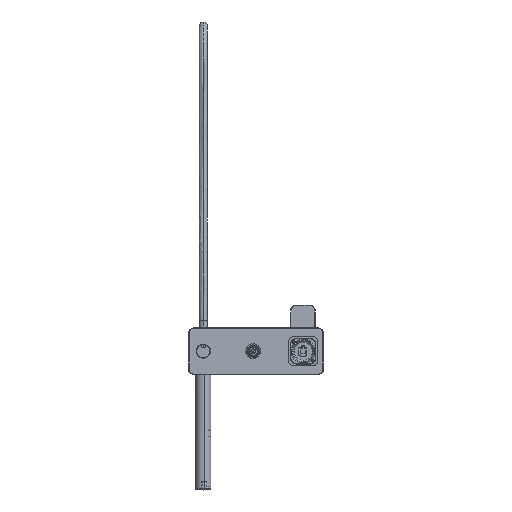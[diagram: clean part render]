
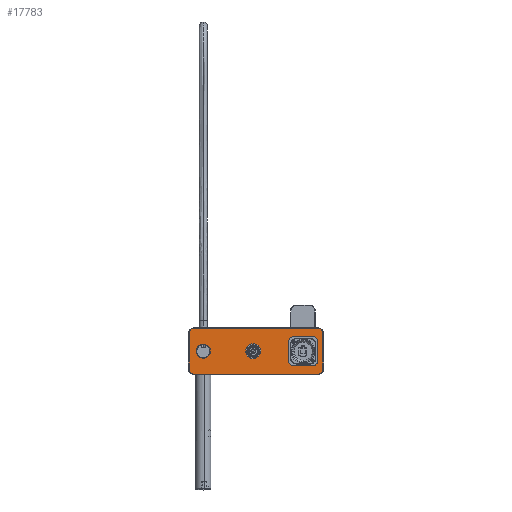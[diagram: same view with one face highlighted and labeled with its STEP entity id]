
A CAD part, front view. The second image highlights one B-rep face of the part: STEP entity #17783.
In plain terms, the highlighted planar face has unit normal (0, -1, 0).
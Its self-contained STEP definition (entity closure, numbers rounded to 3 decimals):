
#16290=DIRECTION('',(0.,0.,-1.));
#16291=VECTOR('',#16290,61.);
#16292=CARTESIAN_POINT('',(-109.25,4.5,30.5));
#16293=LINE('',#16292,#16291);
#16302=DIRECTION('',(-1.,0.,0.));
#16303=VECTOR('',#16302,211.);
#16304=CARTESIAN_POINT('',(110.25,4.5,39.));
#16305=LINE('',#16304,#16303);
#16314=DIRECTION('',(0.,0.,1.));
#16315=VECTOR('',#16314,61.);
#16316=CARTESIAN_POINT('',(118.75,4.5,-30.5));
#16317=LINE('',#16316,#16315);
#16326=DIRECTION('',(1.,0.,0.));
#16327=VECTOR('',#16326,211.);
#16328=CARTESIAN_POINT('',(-100.75,4.5,-39.));
#16329=LINE('',#16328,#16327);
#16338=CARTESIAN_POINT('',(110.25,4.5,-30.5));
#16339=DIRECTION('',(0.,1.,0.));
#16340=DIRECTION('',(1.,0.,0.));
#16341=AXIS2_PLACEMENT_3D('',#16338,#16339,#16340);
#16343=CARTESIAN_POINT('',(-100.75,4.5,-30.5));
#16344=DIRECTION('',(0.,1.,0.));
#16345=DIRECTION('',(0.,0.,-1.));
#16346=AXIS2_PLACEMENT_3D('',#16343,#16344,#16345);
#16348=CARTESIAN_POINT('',(-100.75,4.5,30.5));
#16349=DIRECTION('',(0.,1.,0.));
#16350=DIRECTION('',(-1.,0.,0.));
#16351=AXIS2_PLACEMENT_3D('',#16348,#16349,#16350);
#16353=CARTESIAN_POINT('',(110.25,4.5,30.5));
#16354=DIRECTION('',(0.,1.,0.));
#16355=DIRECTION('',(0.,0.,1.));
#16356=AXIS2_PLACEMENT_3D('',#16353,#16354,#16355);
#16358=CARTESIAN_POINT('',(-85.,4.5,0.));
#16359=DIRECTION('',(0.,-1.,0.));
#16360=DIRECTION('',(1.,0.,0.));
#16361=AXIS2_PLACEMENT_3D('',#16358,#16359,#16360);
#16363=CARTESIAN_POINT('',(-85.,4.5,0.));
#16364=DIRECTION('',(0.,-1.,0.));
#16365=DIRECTION('',(-1.,0.,0.));
#16366=AXIS2_PLACEMENT_3D('',#16363,#16364,#16365);
#16368=CARTESIAN_POINT('',(0.,4.5,0.));
#16369=DIRECTION('',(0.,-1.,0.));
#16370=DIRECTION('',(1.,0.,0.));
#16371=AXIS2_PLACEMENT_3D('',#16368,#16369,#16370);
#16373=CARTESIAN_POINT('',(0.,4.5,0.));
#16374=DIRECTION('',(0.,-1.,0.));
#16375=DIRECTION('',(-1.,0.,0.));
#16376=AXIS2_PLACEMENT_3D('',#16373,#16374,#16375);
#16378=CARTESIAN_POINT('',(100.5,4.5,-15.5));
#16379=DIRECTION('',(0.,-1.,0.));
#16380=DIRECTION('',(0.,0.,-1.));
#16381=AXIS2_PLACEMENT_3D('',#16378,#16379,#16380);
#16383=CARTESIAN_POINT('',(100.5,4.5,15.5));
#16384=DIRECTION('',(0.,-1.,0.));
#16385=DIRECTION('',(1.,0.,0.));
#16386=AXIS2_PLACEMENT_3D('',#16383,#16384,#16385);
#16388=CARTESIAN_POINT('',(69.5,4.5,15.5));
#16389=DIRECTION('',(0.,-1.,0.));
#16390=DIRECTION('',(0.,0.,1.));
#16391=AXIS2_PLACEMENT_3D('',#16388,#16389,#16390);
#16393=CARTESIAN_POINT('',(69.5,4.5,-15.5));
#16394=DIRECTION('',(0.,-1.,0.));
#16395=DIRECTION('',(-1.,0.,0.));
#16396=AXIS2_PLACEMENT_3D('',#16393,#16394,#16395);
#16598=DIRECTION('',(-1.,0.,0.));
#16599=VECTOR('',#16598,31.);
#16600=CARTESIAN_POINT('',(100.5,4.5,-25.));
#16601=LINE('',#16600,#16599);
#16610=DIRECTION('',(0.,0.,1.));
#16611=VECTOR('',#16610,31.);
#16612=CARTESIAN_POINT('',(60.,4.5,-15.5));
#16613=LINE('',#16612,#16611);
#16622=DIRECTION('',(1.,0.,0.));
#16623=VECTOR('',#16622,31.);
#16624=CARTESIAN_POINT('',(69.5,4.5,25.));
#16625=LINE('',#16624,#16623);
#16634=DIRECTION('',(0.,0.,-1.));
#16635=VECTOR('',#16634,31.);
#16636=CARTESIAN_POINT('',(110.,4.5,15.5));
#16637=LINE('',#16636,#16635);
#17202=CARTESIAN_POINT('',(-109.25,4.5,30.5));
#17203=VERTEX_POINT('',#17202);
#17204=CARTESIAN_POINT('',(-109.25,4.5,-30.5));
#17205=VERTEX_POINT('',#17204);
#17206=CARTESIAN_POINT('',(-100.75,4.5,39.));
#17207=VERTEX_POINT('',#17206);
#17208=CARTESIAN_POINT('',(110.25,4.5,39.));
#17209=VERTEX_POINT('',#17208);
#17210=CARTESIAN_POINT('',(118.75,4.5,30.5));
#17211=VERTEX_POINT('',#17210);
#17212=CARTESIAN_POINT('',(118.75,4.5,-30.5));
#17213=VERTEX_POINT('',#17212);
#17214=CARTESIAN_POINT('',(110.25,4.5,-39.));
#17215=VERTEX_POINT('',#17214);
#17216=CARTESIAN_POINT('',(-100.75,4.5,-39.));
#17217=VERTEX_POINT('',#17216);
#17218=CARTESIAN_POINT('',(-72.75,4.5,0.));
#17219=CARTESIAN_POINT('',(-97.25,4.5,0.));
#17220=VERTEX_POINT('',#17218);
#17221=VERTEX_POINT('',#17219);
#17222=CARTESIAN_POINT('',(12.75,4.5,0.));
#17223=CARTESIAN_POINT('',(-12.75,4.5,0.));
#17224=VERTEX_POINT('',#17222);
#17225=VERTEX_POINT('',#17223);
#17226=CARTESIAN_POINT('',(100.5,4.5,-25.));
#17227=CARTESIAN_POINT('',(69.5,4.5,-25.));
#17228=VERTEX_POINT('',#17226);
#17229=VERTEX_POINT('',#17227);
#17230=CARTESIAN_POINT('',(110.,4.5,-15.5));
#17231=VERTEX_POINT('',#17230);
#17232=CARTESIAN_POINT('',(110.,4.5,15.5));
#17233=VERTEX_POINT('',#17232);
#17234=CARTESIAN_POINT('',(100.5,4.5,25.));
#17235=VERTEX_POINT('',#17234);
#17236=CARTESIAN_POINT('',(69.5,4.5,25.));
#17237=VERTEX_POINT('',#17236);
#17238=CARTESIAN_POINT('',(60.,4.5,15.5));
#17239=VERTEX_POINT('',#17238);
#17240=CARTESIAN_POINT('',(60.,4.5,-15.5));
#17241=VERTEX_POINT('',#17240);
#17738=CARTESIAN_POINT('',(0.,4.5,0.));
#17739=DIRECTION('',(0.,1.,0.));
#17740=DIRECTION('',(1.,0.,0.));
#17741=AXIS2_PLACEMENT_3D('',#17738,#17739,#17740);
#17742=PLANE('',#17741);
#17743=ORIENTED_EDGE('',*,*,#17705,.T.);
#17744=ORIENTED_EDGE('',*,*,#17719,.F.);
#17745=ORIENTED_EDGE('',*,*,#17732,.T.);
#17746=ORIENTED_EDGE('',*,*,#17634,.F.);
#17747=ORIENTED_EDGE('',*,*,#17649,.T.);
#17748=ORIENTED_EDGE('',*,*,#17663,.F.);
#17749=ORIENTED_EDGE('',*,*,#17677,.T.);
#17750=ORIENTED_EDGE('',*,*,#17691,.F.);
#17751=EDGE_LOOP('',(#17743,#17744,#17745,#17746,#17747,#17748,#17749,#17750));
#17752=FACE_OUTER_BOUND('',#17751,.F.);
#17754=ORIENTED_EDGE('',*,*,#17753,.T.);
#17756=ORIENTED_EDGE('',*,*,#17755,.T.);
#17757=EDGE_LOOP('',(#17754,#17756));
#17758=FACE_BOUND('',#17757,.F.);
#17760=ORIENTED_EDGE('',*,*,#17759,.T.);
#17762=ORIENTED_EDGE('',*,*,#17761,.T.);
#17763=EDGE_LOOP('',(#17760,#17762));
#17764=FACE_BOUND('',#17763,.F.);
#17766=ORIENTED_EDGE('',*,*,#17765,.F.);
#17768=ORIENTED_EDGE('',*,*,#17767,.T.);
#17770=ORIENTED_EDGE('',*,*,#17769,.F.);
#17772=ORIENTED_EDGE('',*,*,#17771,.T.);
#17774=ORIENTED_EDGE('',*,*,#17773,.F.);
#17776=ORIENTED_EDGE('',*,*,#17775,.T.);
#17778=ORIENTED_EDGE('',*,*,#17777,.F.);
#17780=ORIENTED_EDGE('',*,*,#17779,.T.);
#17781=EDGE_LOOP('',(#17766,#17768,#17770,#17772,#17774,#17776,#17778,#17780));
#17782=FACE_BOUND('',#17781,.F.);
#16342=CIRCLE('',#16341,8.5);
#16347=CIRCLE('',#16346,8.5);
#16352=CIRCLE('',#16351,8.5);
#16357=CIRCLE('',#16356,8.5);
#16362=CIRCLE('',#16361,12.25);
#16367=CIRCLE('',#16366,12.25);
#16372=CIRCLE('',#16371,12.75);
#16377=CIRCLE('',#16376,12.75);
#16382=CIRCLE('',#16381,9.5);
#16387=CIRCLE('',#16386,9.5);
#16392=CIRCLE('',#16391,9.5);
#16397=CIRCLE('',#16396,9.5);
#17634=EDGE_CURVE('',#17203,#17205,#16293,.T.);
#17649=EDGE_CURVE('',#17203,#17207,#16352,.T.);
#17663=EDGE_CURVE('',#17209,#17207,#16305,.T.);
#17677=EDGE_CURVE('',#17209,#17211,#16357,.T.);
#17691=EDGE_CURVE('',#17213,#17211,#16317,.T.);
#17705=EDGE_CURVE('',#17213,#17215,#16342,.T.);
#17719=EDGE_CURVE('',#17217,#17215,#16329,.T.);
#17732=EDGE_CURVE('',#17217,#17205,#16347,.T.);
#17753=EDGE_CURVE('',#17220,#17221,#16362,.T.);
#17755=EDGE_CURVE('',#17221,#17220,#16367,.T.);
#17759=EDGE_CURVE('',#17224,#17225,#16372,.T.);
#17761=EDGE_CURVE('',#17225,#17224,#16377,.T.);
#17765=EDGE_CURVE('',#17228,#17229,#16601,.T.);
#17767=EDGE_CURVE('',#17228,#17231,#16382,.T.);
#17769=EDGE_CURVE('',#17233,#17231,#16637,.T.);
#17771=EDGE_CURVE('',#17233,#17235,#16387,.T.);
#17773=EDGE_CURVE('',#17237,#17235,#16625,.T.);
#17775=EDGE_CURVE('',#17237,#17239,#16392,.T.);
#17777=EDGE_CURVE('',#17241,#17239,#16613,.T.);
#17779=EDGE_CURVE('',#17241,#17229,#16397,.T.);
#17783=ADVANCED_FACE('',(#17752,#17758,#17764,#17782),#17742,.F.);
